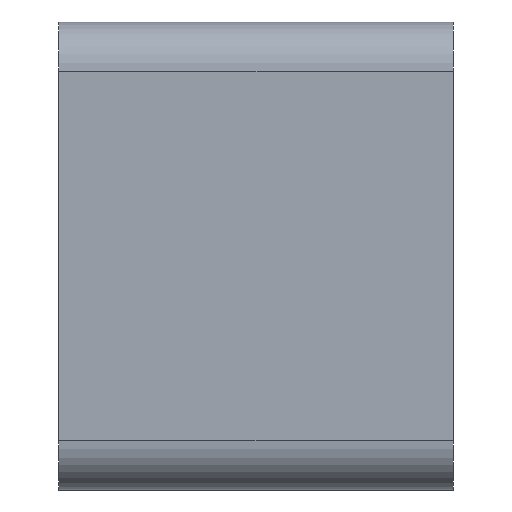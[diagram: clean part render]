
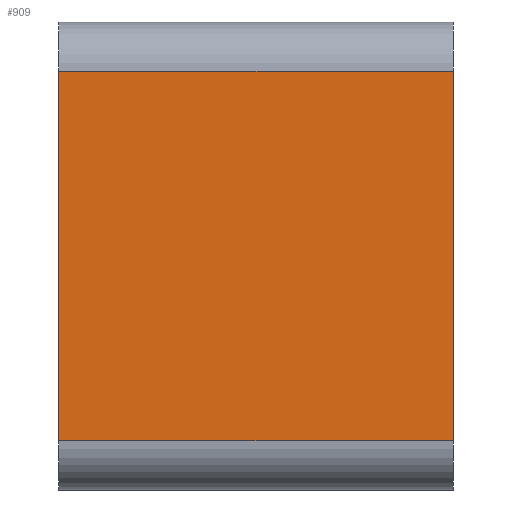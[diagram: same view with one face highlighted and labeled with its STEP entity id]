
A CAD part, front view. The second image highlights one B-rep face of the part: STEP entity #909.
In plain terms, the highlighted planar face has unit normal (0, -1, 0).
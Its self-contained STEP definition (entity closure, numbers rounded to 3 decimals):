
#38 = DIRECTION ( 'NONE',  ( -1., 0., 0. ) ) ;
#64 = CARTESIAN_POINT ( 'NONE',  ( -4., -8.25, 0. ) ) ;
#114 = VERTEX_POINT ( 'NONE', #1109 ) ;
#127 = VECTOR ( 'NONE', #444, 1000. ) ;
#183 = PLANE ( 'NONE',  #292 ) ;
#186 = EDGE_CURVE ( 'NONE', #114, #483, #257, .T. ) ;
#187 = CARTESIAN_POINT ( 'NONE',  ( -4., -8.25, -1. ) ) ;
#230 = VECTOR ( 'NONE', #660, 1000. ) ;
#257 = LINE ( 'NONE', #1137, #230 ) ;
#292 = AXIS2_PLACEMENT_3D ( 'NONE', #567, #961, #977 ) ;
#346 = LINE ( 'NONE', #729, #487 ) ;
#416 = CARTESIAN_POINT ( 'NONE',  ( 4., -8.25, -8.5 ) ) ;
#444 = DIRECTION ( 'NONE',  ( 0., 0., -1. ) ) ;
#483 = VERTEX_POINT ( 'NONE', #416 ) ;
#487 = VECTOR ( 'NONE', #1129, 1000. ) ;
#549 = EDGE_CURVE ( 'NONE', #1165, #782, #637, .T. ) ;
#567 = CARTESIAN_POINT ( 'NONE',  ( 4., -8.25, 0. ) ) ;
#579 = EDGE_CURVE ( 'NONE', #782, #483, #346, .T. ) ;
#582 = ORIENTED_EDGE ( 'NONE', *, *, #579, .T. ) ;
#637 = LINE ( 'NONE', #64, #127 ) ;
#643 = EDGE_CURVE ( 'NONE', #114, #1165, #1106, .T. ) ;
#660 = DIRECTION ( 'NONE',  ( 0., 0., -1. ) ) ;
#729 = CARTESIAN_POINT ( 'NONE',  ( 4., -8.25, -8.5 ) ) ;
#747 = EDGE_LOOP ( 'NONE', ( #1090, #582, #955, #1064 ) ) ;
#782 = VERTEX_POINT ( 'NONE', #1049 ) ;
#909 = ADVANCED_FACE ( 'NONE', ( #1052 ), #183, .F. ) ;
#955 = ORIENTED_EDGE ( 'NONE', *, *, #186, .F. ) ;
#961 = DIRECTION ( 'NONE',  ( 0., 1., 0. ) ) ;
#977 = DIRECTION ( 'NONE',  ( 0., 0., 1. ) ) ;
#1049 = CARTESIAN_POINT ( 'NONE',  ( -4., -8.25, -8.5 ) ) ;
#1052 = FACE_OUTER_BOUND ( 'NONE', #747, .T. ) ;
#1064 = ORIENTED_EDGE ( 'NONE', *, *, #643, .T. ) ;
#1090 = ORIENTED_EDGE ( 'NONE', *, *, #549, .T. ) ;
#1106 = LINE ( 'NONE', #1194, #1143 ) ;
#1109 = CARTESIAN_POINT ( 'NONE',  ( 4., -8.25, -1. ) ) ;
#1129 = DIRECTION ( 'NONE',  ( 1., 0., 0. ) ) ;
#1137 = CARTESIAN_POINT ( 'NONE',  ( 4., -8.25, 0. ) ) ;
#1143 = VECTOR ( 'NONE', #38, 1000. ) ;
#1165 = VERTEX_POINT ( 'NONE', #187 ) ;
#1194 = CARTESIAN_POINT ( 'NONE',  ( 4., -8.25, -1. ) ) ;
